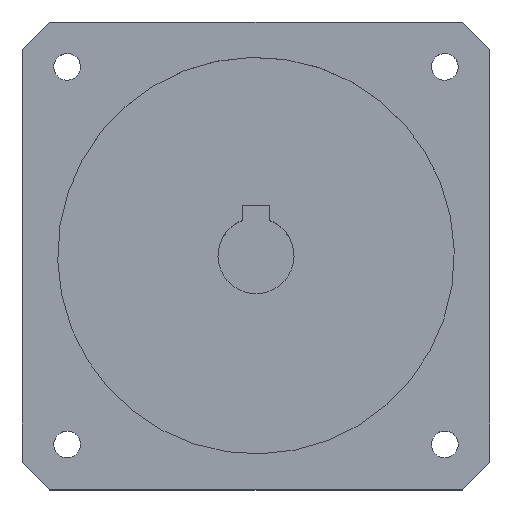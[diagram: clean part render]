
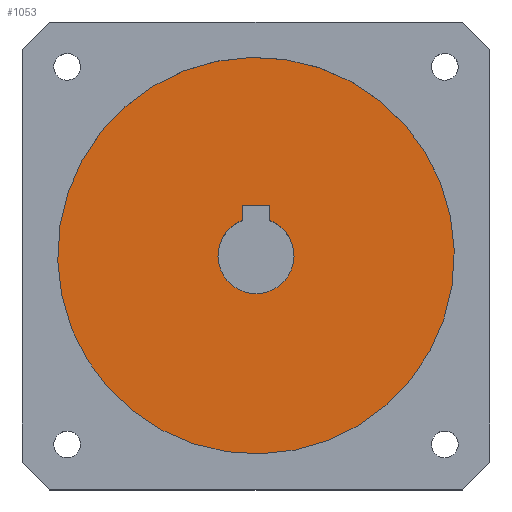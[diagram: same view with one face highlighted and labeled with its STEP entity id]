
A CAD part, top view. The second image highlights one B-rep face of the part: STEP entity #1053.
In plain terms, the highlighted planar face has unit normal (0, 0, 1).
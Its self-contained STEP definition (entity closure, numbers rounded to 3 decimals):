
#914=CARTESIAN_POINT('Vertex',(32.032,-17.499,6.)) ;
#917=CARTESIAN_POINT('Axis2P3D Location',(0.,0.,6.)) ;
#921=CARTESIAN_POINT('Vertex',(-32.032,17.499,6.)) ;
#941=CARTESIAN_POINT('Axis2P3D Location',(0.,0.,6.)) ;
#1010=CARTESIAN_POINT('Axis2P3D Location',(0.,0.,6.)) ;
#1019=CARTESIAN_POINT('Line Origine',(0.,9.3,6.)) ;
#1023=CARTESIAN_POINT('Vertex',(2.5,9.3,6.)) ;
#1025=CARTESIAN_POINT('Vertex',(-2.5,9.3,6.)) ;
#1028=CARTESIAN_POINT('Line Origine',(2.5,7.919,6.)) ;
#1032=CARTESIAN_POINT('Vertex',(2.5,6.538,6.)) ;
#1035=CARTESIAN_POINT('Axis2P3D Location',(0.,0.,6.)) ;
#1039=CARTESIAN_POINT('Vertex',(-2.5,6.538,6.)) ;
#1042=CARTESIAN_POINT('Line Origine',(-2.5,7.919,6.)) ;
#918=DIRECTION('Axis2P3D Direction',(0.,-0.,-1.)) ;
#942=DIRECTION('Axis2P3D Direction',(0.,-0.,-1.)) ;
#1011=DIRECTION('Axis2P3D Direction',(0.,-0.,-1.)) ;
#1012=DIRECTION('Axis2P3D XDirection',(1.,0.,-0.)) ;
#1020=DIRECTION('Vector Direction',(1.,0.,0.)) ;
#1029=DIRECTION('Vector Direction',(0.,1.,0.)) ;
#1036=DIRECTION('Axis2P3D Direction',(0.,-0.,-1.)) ;
#1043=DIRECTION('Vector Direction',(0.,-1.,0.)) ;
#919=AXIS2_PLACEMENT_3D('Circle Axis2P3D',#917,#918,$) ;
#943=AXIS2_PLACEMENT_3D('Circle Axis2P3D',#941,#942,$) ;
#1013=AXIS2_PLACEMENT_3D('Plane Axis2P3D',#1010,#1011,#1012) ;
#1037=AXIS2_PLACEMENT_3D('Circle Axis2P3D',#1035,#1036,$) ;
#1016=ORIENTED_EDGE('',*,*,#945,.F.) ;
#1017=ORIENTED_EDGE('',*,*,#923,.F.) ;
#1048=ORIENTED_EDGE('',*,*,#1027,.F.) ;
#1049=ORIENTED_EDGE('',*,*,#1034,.F.) ;
#1050=ORIENTED_EDGE('',*,*,#1041,.F.) ;
#1051=ORIENTED_EDGE('',*,*,#1046,.F.) ;
#1052=FACE_BOUND('',#1047,.T.) ;
#1021=VECTOR('Line Direction',#1020,1.) ;
#1030=VECTOR('Line Direction',#1029,1.) ;
#1044=VECTOR('Line Direction',#1043,1.) ;
#1053=ADVANCED_FACE('PartBody',(#1018,#1052),#1014,.F.) ;
#920=CIRCLE('generated circle',#919,36.5) ;
#944=CIRCLE('generated circle',#943,36.5) ;
#1038=CIRCLE('generated circle',#1037,7.) ;
#923=EDGE_CURVE('',#915,#922,#920,.T.) ;
#945=EDGE_CURVE('',#922,#915,#944,.T.) ;
#1027=EDGE_CURVE('',#1024,#1026,#1022,.F.) ;
#1034=EDGE_CURVE('',#1033,#1024,#1031,.T.) ;
#1041=EDGE_CURVE('',#1040,#1033,#1038,.F.) ;
#1046=EDGE_CURVE('',#1026,#1040,#1045,.T.) ;
#1015=EDGE_LOOP('',(#1016,#1017)) ;
#1047=EDGE_LOOP('',(#1048,#1049,#1050,#1051)) ;
#1018=FACE_OUTER_BOUND('',#1015,.T.) ;
#1022=LINE('Line',#1019,#1021) ;
#1031=LINE('Line',#1028,#1030) ;
#1045=LINE('Line',#1042,#1044) ;
#1014=PLANE('',#1013) ;
#915=VERTEX_POINT('',#914) ;
#922=VERTEX_POINT('',#921) ;
#1024=VERTEX_POINT('',#1023) ;
#1026=VERTEX_POINT('',#1025) ;
#1033=VERTEX_POINT('',#1032) ;
#1040=VERTEX_POINT('',#1039) ;
